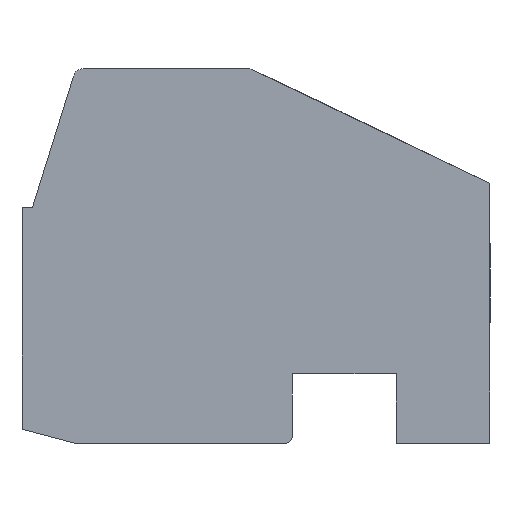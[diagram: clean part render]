
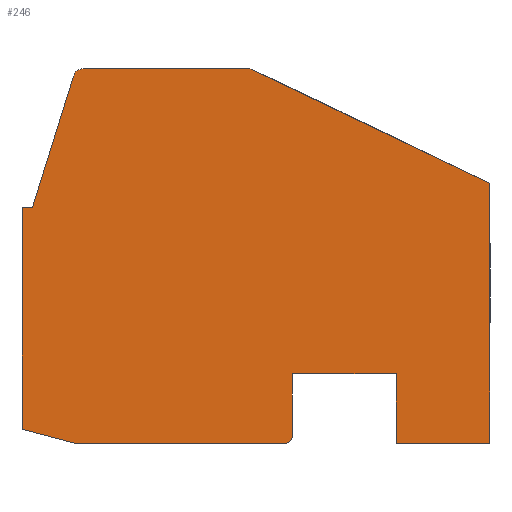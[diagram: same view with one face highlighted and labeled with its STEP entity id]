
A CAD part, left-side view. The second image highlights one B-rep face of the part: STEP entity #246.
In plain terms, the highlighted planar face has unit normal (-1, 0, 0).
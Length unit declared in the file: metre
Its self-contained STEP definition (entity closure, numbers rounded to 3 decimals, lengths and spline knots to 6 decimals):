
#246=ADVANCED_FACE('',(#578),#579,.F.);
#578=FACE_OUTER_BOUND('',#994,.T.);
#579=PLANE('',#995);
#994=EDGE_LOOP('',(#1700,#1701,#1702,#1703,#1704,#1705,#1706,#1707,#1708,#1709,#1710,#1711,#1712,#1713,#1714));
#995=AXIS2_PLACEMENT_3D('',#1715,#1716,#1717);
#1700=ORIENTED_EDGE('',*,*,#2500,.F.);
#1701=ORIENTED_EDGE('',*,*,#2497,.F.);
#1702=ORIENTED_EDGE('',*,*,#2595,.F.);
#1703=ORIENTED_EDGE('',*,*,#2470,.F.);
#1704=ORIENTED_EDGE('',*,*,#2429,.F.);
#1705=ORIENTED_EDGE('',*,*,#2596,.F.);
#1706=ORIENTED_EDGE('',*,*,#2597,.F.);
#1707=ORIENTED_EDGE('',*,*,#2396,.F.);
#1708=ORIENTED_EDGE('',*,*,#2590,.F.);
#1709=ORIENTED_EDGE('',*,*,#2384,.F.);
#1710=ORIENTED_EDGE('',*,*,#2456,.F.);
#1711=ORIENTED_EDGE('',*,*,#2598,.F.);
#1712=ORIENTED_EDGE('',*,*,#2599,.F.);
#1713=ORIENTED_EDGE('',*,*,#2600,.F.);
#1714=ORIENTED_EDGE('',*,*,#2505,.F.);
#1715=CARTESIAN_POINT('',(0.005,0.,-0.0003));
#1716=DIRECTION('',(1.0,0.,0.));
#1717=DIRECTION('',(0.0,0.,1.0));
#2384=EDGE_CURVE('',#2833,#2836,#2837,.T.);
#2396=EDGE_CURVE('',#2853,#2856,#2857,.T.);
#2429=EDGE_CURVE('',#2910,#2911,#2912,.T.);
#2456=EDGE_CURVE('',#2951,#2833,#2953,.T.);
#2470=EDGE_CURVE('',#2911,#2965,#2974,.T.);
#2497=EDGE_CURVE('',#3019,#3017,#3021,.T.);
#2500=EDGE_CURVE('',#3017,#3023,#3025,.T.);
#2505=EDGE_CURVE('',#3023,#3031,#3033,.T.);
#2590=EDGE_CURVE('',#2836,#2853,#3171,.T.);
#2595=EDGE_CURVE('',#2965,#3019,#3177,.T.);
#2596=EDGE_CURVE('',#3178,#2910,#3179,.T.);
#2597=EDGE_CURVE('',#2856,#3178,#3180,.T.);
#2598=EDGE_CURVE('',#3181,#2951,#3182,.T.);
#2599=EDGE_CURVE('',#3183,#3181,#3184,.T.);
#2600=EDGE_CURVE('',#3031,#3183,#3185,.T.);
#2833=VERTEX_POINT('',#3487);
#2836=VERTEX_POINT('',#3491);
#2837=LINE('',#3492,#3493);
#2853=VERTEX_POINT('',#3514);
#2856=VERTEX_POINT('',#3518);
#2857=CIRCLE('',#3519,0.0003);
#2910=VERTEX_POINT('',#3600);
#2911=VERTEX_POINT('',#3601);
#2912=LINE('',#3602,#3603);
#2951=VERTEX_POINT('',#3654);
#2953=LINE('',#3657,#3658);
#2965=VERTEX_POINT('',#3672);
#2974=LINE('',#3686,#3687);
#3017=VERTEX_POINT('',#3749);
#3019=VERTEX_POINT('',#3752);
#3021=LINE('',#3755,#3756);
#3023=VERTEX_POINT('',#3758);
#3025=LINE('',#3761,#3762);
#3031=VERTEX_POINT('',#3768);
#3033=LINE('',#3771,#3772);
#3171=LINE('',#3986,#3987);
#3177=LINE('',#3995,#3996);
#3178=VERTEX_POINT('',#3997);
#3179=CIRCLE('',#3998,0.0003);
#3180=LINE('',#3999,#4000);
#3181=VERTEX_POINT('',#4001);
#3182=LINE('',#4002,#4003);
#3183=VERTEX_POINT('',#4004);
#3184=LINE('',#4005,#4006);
#3185=CIRCLE('',#4007,0.0002);
#3487=CARTESIAN_POINT('',(0.005,0.001771,-0.004));
#3491=CARTESIAN_POINT('',(0.005,0.001471,-0.004));
#3492=CARTESIAN_POINT('',(0.005,0.001471,-0.004));
#3493=VECTOR('',#4319,1.0);
#3514=CARTESIAN_POINT('',(0.005,0.000286,-0.000211));
#3518=CARTESIAN_POINT('',(0.005,0.,0.0));
#3519=AXIS2_PLACEMENT_3D('',#4332,#4333,#4334);
#3600=CARTESIAN_POINT('',(0.005,-0.004891,-0.000029));
#3601=CARTESIAN_POINT('',(0.005,-0.011729,-0.0033));
#3602=CARTESIAN_POINT('',(0.005,-0.011729,-0.0033));
#3603=VECTOR('',#4363,1.0);
#3654=CARTESIAN_POINT('',(0.005,0.001771,-0.010398));
#3657=CARTESIAN_POINT('',(0.005,0.001771,-0.004));
#3658=VECTOR('',#4401,1.0);
#3672=CARTESIAN_POINT('',(0.005,-0.011729,-0.0108));
#3686=CARTESIAN_POINT('',(0.005,-0.011729,-0.0108));
#3687=VECTOR('',#4418,1.0);
#3749=CARTESIAN_POINT('',(0.005,-0.009029,-0.0088));
#3752=CARTESIAN_POINT('',(0.005,-0.009029,-0.0108));
#3755=CARTESIAN_POINT('',(0.005,-0.009029,-0.0088));
#3756=VECTOR('',#4449,1.0);
#3758=CARTESIAN_POINT('',(0.005,-0.006029,-0.0088));
#3761=CARTESIAN_POINT('',(0.005,-0.006029,-0.0088));
#3762=VECTOR('',#4451,1.0);
#3768=CARTESIAN_POINT('',(0.005,-0.006029,-0.0106));
#3771=CARTESIAN_POINT('',(0.005,-0.006029,-0.0106));
#3772=VECTOR('',#4459,1.0);
#3986=CARTESIAN_POINT('',(0.005,0.000286,-0.000211));
#3987=VECTOR('',#4557,1.0);
#3995=CARTESIAN_POINT('',(0.005,-0.009029,-0.0108));
#3996=VECTOR('',#4560,1.0);
#3997=CARTESIAN_POINT('',(0.005,-0.004761,0.0));
#3998=AXIS2_PLACEMENT_3D('',#4561,#4562,#4563);
#3999=CARTESIAN_POINT('',(0.005,-0.004761,0.0));
#4000=VECTOR('',#4564,1.0);
#4001=CARTESIAN_POINT('',(0.005,0.000271,-0.0108));
#4002=CARTESIAN_POINT('',(0.005,0.001771,-0.010398));
#4003=VECTOR('',#4565,1.0);
#4004=CARTESIAN_POINT('',(0.005,-0.005829,-0.0108));
#4005=CARTESIAN_POINT('',(0.005,0.000271,-0.0108));
#4006=VECTOR('',#4566,1.0);
#4007=AXIS2_PLACEMENT_3D('',#4567,#4568,#4569);
#4319=DIRECTION('',(0.,-1.0,0.));
#4332=CARTESIAN_POINT('',(0.005,0.,-0.0003));
#4333=DIRECTION('',(1.0,0.,0.));
#4334=DIRECTION('',(0.,-0.592,-0.806));
#4363=DIRECTION('',(0.,-0.902,-0.431));
#4401=DIRECTION('',(0.,0.,1.0));
#4418=DIRECTION('',(0.0,0.,-1.0));
#4449=DIRECTION('',(0.0,0.,1.0));
#4451=DIRECTION('',(0.,1.0,0.));
#4459=DIRECTION('',(0.,0.,-1.0));
#4557=DIRECTION('',(0.,-0.298,0.954));
#4560=DIRECTION('',(0.,1.0,0.));
#4561=CARTESIAN_POINT('',(0.005,-0.004761,-0.0003));
#4562=DIRECTION('',(1.0,0.,0.));
#4563=DIRECTION('',(0.,0.221,-0.975));
#4564=DIRECTION('',(0.,-1.0,0.));
#4565=DIRECTION('',(0.,0.966,0.259));
#4566=DIRECTION('',(0.,1.0,0.));
#4567=CARTESIAN_POINT('',(0.005,-0.005829,-0.0106));
#4568=DIRECTION('',(1.0,0.,0.));
#4569=DIRECTION('',(0.,0.707,0.707));
